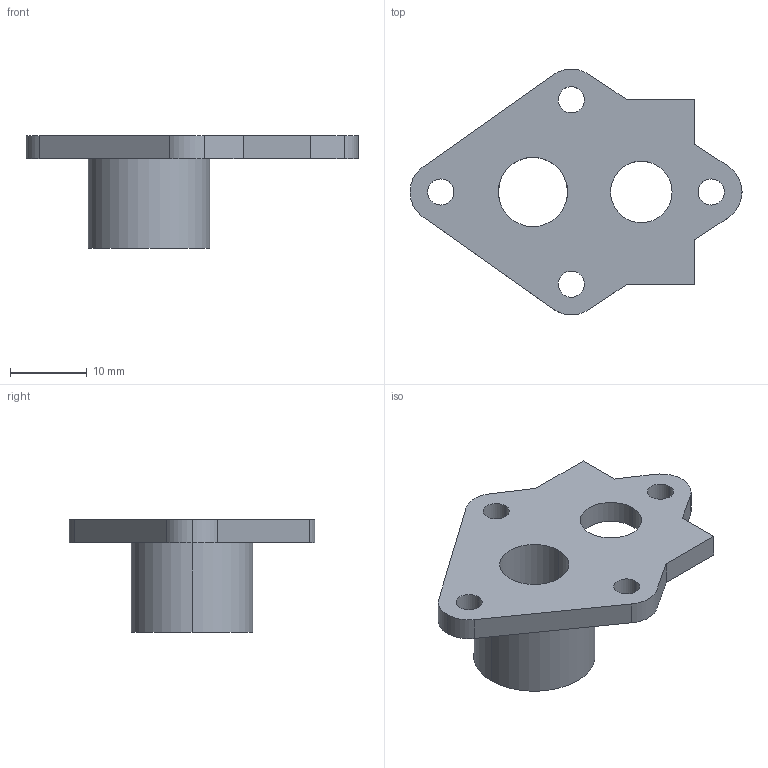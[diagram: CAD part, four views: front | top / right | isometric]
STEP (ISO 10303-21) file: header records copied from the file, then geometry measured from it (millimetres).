
FILE_DESCRIPTION (( 'STEP AP203' ), '1' );
FILE_NAME ('Zaœlepka czujników x1.STEP', '2025-04-23T19:00:12', ( '' ), ( '' ), 'SwSTEP 2.0', 'SolidWorks 2024', '' );
FILE_SCHEMA (( 'CONFIG_CONTROL_DESIGN' ));
Length unit declared in the file: millimetre
Products named in the file (1): Zaślepka czujników x1
Bounding box: 43.2 x 31.98 x 14.6 mm (x, y, z)
Volume: 3659.4 mm3; surface area: 2972 mm2
Topology: 1 solids, 1 shells, 34 faces, 91 edges, 60 vertices
Faces by surface type: cylinder 19, plane 13, cone 2
Entity records: 1180 total; most frequent: DIRECTION 201, CARTESIAN_POINT 186, ORIENTED_EDGE 182, EDGE_CURVE 91, AXIS2_PLACEMENT_3D 75, VERTEX_POINT 60, VECTOR 51, LINE 51
